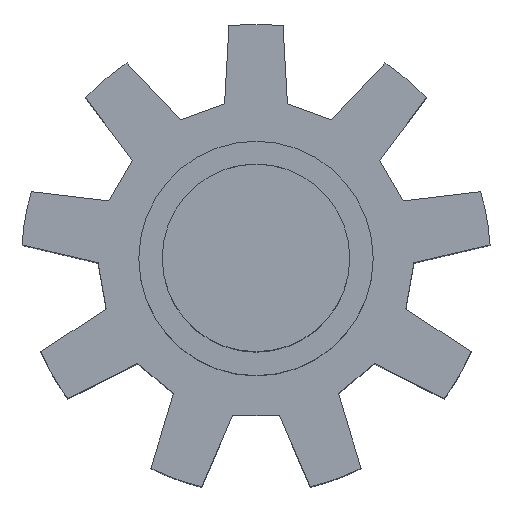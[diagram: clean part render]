
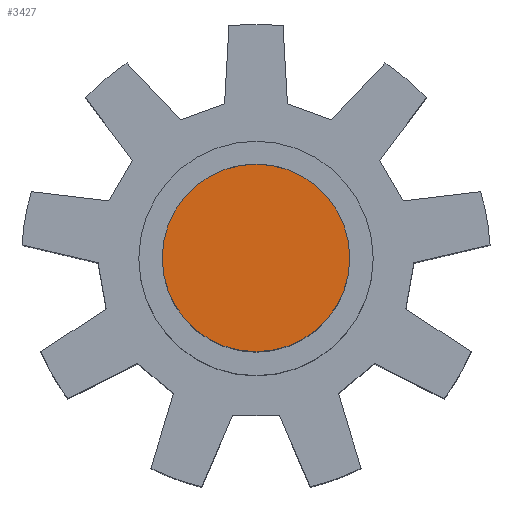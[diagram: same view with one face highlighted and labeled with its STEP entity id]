
A CAD part, top view. The second image highlights one B-rep face of the part: STEP entity #3427.
In plain terms, the highlighted planar face has unit normal (0, 0, 1).
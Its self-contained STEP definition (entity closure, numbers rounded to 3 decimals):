
#2946 = CYLINDRICAL_SURFACE('',#2947,12.);
#2947 = AXIS2_PLACEMENT_3D('',#2948,#2949,#2950);
#2948 = CARTESIAN_POINT('',(0.,0.,70.));
#2949 = DIRECTION('',(0.,0.,1.));
#2950 = DIRECTION('',(1.,0.,0.));
#3018 = VERTEX_POINT('',#3019);
#3019 = CARTESIAN_POINT('',(12.,0.,110.));
#3040 = EDGE_CURVE('',#3018,#3018,#3041,.T.);
#3041 = SURFACE_CURVE('',#3042,(#3047,#3054),.PCURVE_S1.);
#3042 = CIRCLE('',#3043,12.);
#3043 = AXIS2_PLACEMENT_3D('',#3044,#3045,#3046);
#3044 = CARTESIAN_POINT('',(0.,0.,110.));
#3045 = DIRECTION('',(0.,0.,1.));
#3046 = DIRECTION('',(1.,0.,0.));
#3047 = PCURVE('',#2946,#3048);
#3048 = DEFINITIONAL_REPRESENTATION('',(#3049),#3053);
#3049 = LINE('',#3050,#3051);
#3050 = CARTESIAN_POINT('',(0.,40.));
#3051 = VECTOR('',#3052,1.);
#3052 = DIRECTION('',(1.,0.));
#3053 = ( GEOMETRIC_REPRESENTATION_CONTEXT(2) 
PARAMETRIC_REPRESENTATION_CONTEXT() REPRESENTATION_CONTEXT('2D SPACE',''
  ) );
#3054 = PCURVE('',#3055,#3060);
#3055 = PLANE('',#3056);
#3056 = AXIS2_PLACEMENT_3D('',#3057,#3058,#3059);
#3057 = CARTESIAN_POINT('',(0.,0.,110.));
#3058 = DIRECTION('',(0.,0.,1.));
#3059 = DIRECTION('',(1.,0.,0.));
#3060 = DEFINITIONAL_REPRESENTATION('',(#3061),#3065);
#3061 = CIRCLE('',#3062,12.);
#3062 = AXIS2_PLACEMENT_2D('',#3063,#3064);
#3063 = CARTESIAN_POINT('',(0.,0.));
#3064 = DIRECTION('',(1.,0.));
#3065 = ( GEOMETRIC_REPRESENTATION_CONTEXT(2) 
PARAMETRIC_REPRESENTATION_CONTEXT() REPRESENTATION_CONTEXT('2D SPACE',''
  ) );
#3427 = ADVANCED_FACE('',(#3428),#3055,.T.);
#3428 = FACE_BOUND('',#3429,.T.);
#3429 = EDGE_LOOP('',(#3430));
#3430 = ORIENTED_EDGE('',*,*,#3040,.T.);
